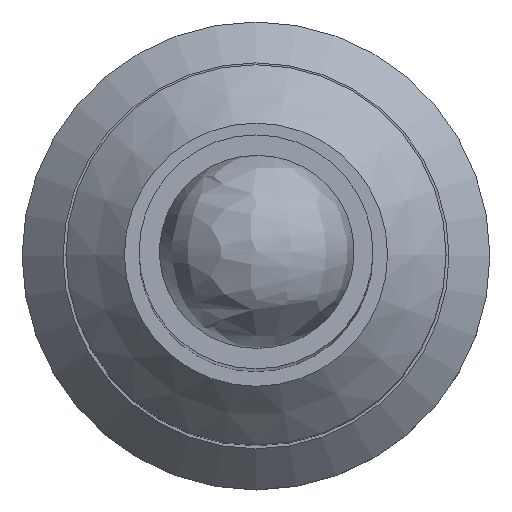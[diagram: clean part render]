
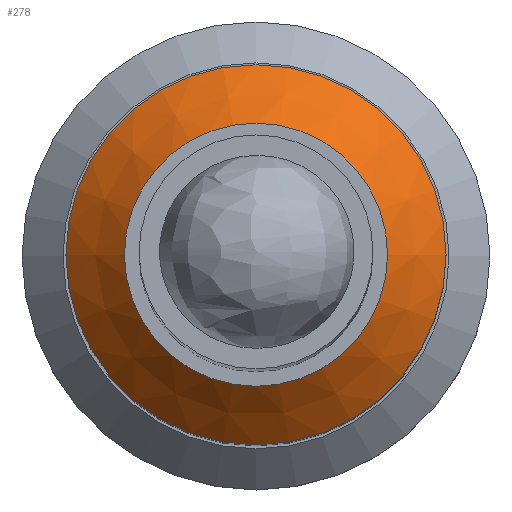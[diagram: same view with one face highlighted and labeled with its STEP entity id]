
A CAD part, top view. The second image highlights one B-rep face of the part: STEP entity #278.
In plain terms, the highlighted conical face has half-angle 45 degrees and reference radius 2.75 mm.
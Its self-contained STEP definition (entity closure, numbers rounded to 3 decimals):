
#21=CONICAL_SURFACE($,#325,2.75,45.);
#36=FACE_BOUND($,#114,.T.);
#74=FACE_OUTER_BOUND($,#113,.T.);
#113=EDGE_LOOP($,(#236));
#114=EDGE_LOOP($,(#237));
#148=CIRCLE($,#326,2.25);
#149=CIRCLE($,#327,3.25);
#173=VERTEX_POINT($,#591);
#174=VERTEX_POINT($,#593);
#198=EDGE_CURVE($,#173,#173,#148,.T.);
#199=EDGE_CURVE($,#174,#174,#149,.T.);
#236=ORIENTED_EDGE($,*,*,#198,.T.);
#237=ORIENTED_EDGE($,*,*,#199,.T.);
#278=ADVANCED_FACE($,(#74,#36),#21,.T.);
#325=AXIS2_PLACEMENT_3D($,#590,#413,#414);
#326=AXIS2_PLACEMENT_3D($,#592,#415,#416);
#327=AXIS2_PLACEMENT_3D($,#594,#417,#418);
#413=DIRECTION('center_axis',(0.,0.,-1.));
#414=DIRECTION('ref_axis',(-1.,0.,0.));
#415=DIRECTION('center_axis',(0.,0.,-1.));
#416=DIRECTION('ref_axis',(-1.,0.,0.));
#417=DIRECTION('center_axis',(0.,0.,1.));
#418=DIRECTION('ref_axis',(-1.,0.,0.));
#590=CARTESIAN_POINT('Origin',(0.,0.,10.5));
#591=CARTESIAN_POINT('',(2.25,0.,11.));
#592=CARTESIAN_POINT('Origin',(0.,0.,11.));
#593=CARTESIAN_POINT('',(3.25,0.,10.));
#594=CARTESIAN_POINT('Origin',(0.,0.,10.));
